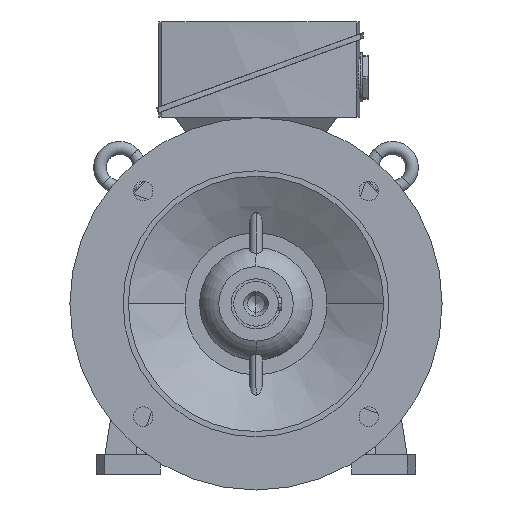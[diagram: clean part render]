
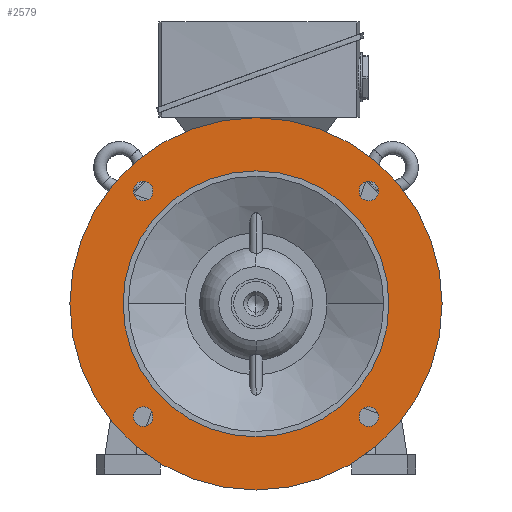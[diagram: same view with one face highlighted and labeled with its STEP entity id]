
A CAD part, left-side view. The second image highlights one B-rep face of the part: STEP entity #2579.
In plain terms, the highlighted planar face has unit normal (-1, 0, 0).
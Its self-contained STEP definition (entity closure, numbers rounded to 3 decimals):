
#2579=ADVANCED_FACE('',(#5567,#5568,#5569,#5570,#5571,#5572),#5573,.T.);
#5567=FACE_BOUND('',#8950,.T.);
#5568=FACE_BOUND('',#8951,.T.);
#5569=FACE_BOUND('',#8952,.T.);
#5570=FACE_BOUND('',#8953,.T.);
#5571=FACE_OUTER_BOUND('',#8954,.T.);
#5572=FACE_BOUND('',#8955,.T.);
#5573=PLANE('',#8956);
#8950=EDGE_LOOP('',(#16607,#16608));
#8951=EDGE_LOOP('',(#16609,#16610));
#8952=EDGE_LOOP('',(#16611,#16612));
#8953=EDGE_LOOP('',(#16613,#16614));
#8954=EDGE_LOOP('',(#16615,#16616));
#8955=EDGE_LOOP('',(#16617,#16618));
#8956=AXIS2_PLACEMENT_3D('',#16619,#16620,#16621);
#16607=ORIENTED_EDGE('',*,*,#23324,.T.);
#16608=ORIENTED_EDGE('',*,*,#20589,.T.);
#16609=ORIENTED_EDGE('',*,*,#23325,.T.);
#16610=ORIENTED_EDGE('',*,*,#20594,.T.);
#16611=ORIENTED_EDGE('',*,*,#23326,.T.);
#16612=ORIENTED_EDGE('',*,*,#20599,.T.);
#16613=ORIENTED_EDGE('',*,*,#23327,.T.);
#16614=ORIENTED_EDGE('',*,*,#20604,.T.);
#16615=ORIENTED_EDGE('',*,*,#20609,.F.);
#16616=ORIENTED_EDGE('',*,*,#23328,.F.);
#16617=ORIENTED_EDGE('',*,*,#20681,.T.);
#16618=ORIENTED_EDGE('',*,*,#22223,.T.);
#16619=CARTESIAN_POINT('',(-80.0,150.0,0.0));
#16620=DIRECTION('',(-1.0,0.0,0.0));
#16621=DIRECTION('',(0.0,-1.0,0.0));
#20589=EDGE_CURVE('',#24816,#24813,#24817,.T.);
#20594=EDGE_CURVE('',#24825,#24822,#24826,.T.);
#20599=EDGE_CURVE('',#24834,#24831,#24835,.T.);
#20604=EDGE_CURVE('',#24843,#24840,#24844,.T.);
#20609=EDGE_CURVE('',#24849,#24852,#24853,.T.);
#20681=EDGE_CURVE('',#24977,#24981,#24983,.T.);
#22223=EDGE_CURVE('',#24981,#24977,#27297,.T.);
#23324=EDGE_CURVE('',#24813,#24816,#28974,.T.);
#23325=EDGE_CURVE('',#24822,#24825,#28975,.T.);
#23326=EDGE_CURVE('',#24831,#24834,#28976,.T.);
#23327=EDGE_CURVE('',#24840,#24843,#28977,.T.);
#23328=EDGE_CURVE('',#24852,#24849,#28978,.T.);
#24813=VERTEX_POINT('',#31176);
#24816=VERTEX_POINT('',#31180);
#24817=CIRCLE('',#31181,9.25);
#24822=VERTEX_POINT('',#31187);
#24825=VERTEX_POINT('',#31191);
#24826=CIRCLE('',#31192,9.25);
#24831=VERTEX_POINT('',#31198);
#24834=VERTEX_POINT('',#31202);
#24835=CIRCLE('',#31203,9.25);
#24840=VERTEX_POINT('',#31209);
#24843=VERTEX_POINT('',#31213);
#24844=CIRCLE('',#31214,9.25);
#24849=VERTEX_POINT('',#31220);
#24852=VERTEX_POINT('',#31224);
#24853=CIRCLE('',#31225,175.0);
#24977=VERTEX_POINT('',#31942);
#24981=VERTEX_POINT('',#31947);
#24983=CIRCLE('',#31950,125.0);
#27297=CIRCLE('',#36985,125.0);
#28974=CIRCLE('',#44624,9.25);
#28975=CIRCLE('',#44625,9.25);
#28976=CIRCLE('',#44626,9.25);
#28977=CIRCLE('',#44627,9.25);
#28978=CIRCLE('',#44628,175.0);
#31176=CARTESIAN_POINT('',(-80.0,-112.607,-112.607));
#31180=CARTESIAN_POINT('',(-80.0,-99.525,-99.525));
#31181=AXIS2_PLACEMENT_3D('',#48765,#48766,#48767);
#31187=CARTESIAN_POINT('',(-80.0,112.607,-112.607));
#31191=CARTESIAN_POINT('',(-80.0,99.525,-99.525));
#31192=AXIS2_PLACEMENT_3D('',#48773,#48774,#48775);
#31198=CARTESIAN_POINT('',(-80.0,112.607,112.607));
#31202=CARTESIAN_POINT('',(-80.0,99.525,99.525));
#31203=AXIS2_PLACEMENT_3D('',#48781,#48782,#48783);
#31209=CARTESIAN_POINT('',(-80.0,-112.607,112.607));
#31213=CARTESIAN_POINT('',(-80.0,-99.525,99.525));
#31214=AXIS2_PLACEMENT_3D('',#48789,#48790,#48791);
#31220=CARTESIAN_POINT('',(-80.0,175.0,0.0));
#31224=CARTESIAN_POINT('',(-80.0,-175.0,0.));
#31225=AXIS2_PLACEMENT_3D('',#48797,#48798,#48799);
#31942=CARTESIAN_POINT('',(-80.0,125.0,0.0));
#31947=CARTESIAN_POINT('',(-80.0,-125.0,0.));
#31950=AXIS2_PLACEMENT_3D('',#48890,#48891,#48892);
#36985=AXIS2_PLACEMENT_3D('',#50532,#50533,#50534);
#44624=AXIS2_PLACEMENT_3D('',#51208,#51209,#51210);
#44625=AXIS2_PLACEMENT_3D('',#51211,#51212,#51213);
#44626=AXIS2_PLACEMENT_3D('',#51214,#51215,#51216);
#44627=AXIS2_PLACEMENT_3D('',#51217,#51218,#51219);
#44628=AXIS2_PLACEMENT_3D('',#51220,#51221,#51222);
#48765=CARTESIAN_POINT('',(-80.0,-106.066,-106.066));
#48766=DIRECTION('',(1.0,0.0,0.0));
#48767=DIRECTION('',(0.0,-0.707,-0.707));
#48773=CARTESIAN_POINT('',(-80.0,106.066,-106.066));
#48774=DIRECTION('',(1.0,-0.0,0.0));
#48775=DIRECTION('',(0.0,0.707,-0.707));
#48781=CARTESIAN_POINT('',(-80.0,106.066,106.066));
#48782=DIRECTION('',(1.0,0.0,-0.0));
#48783=DIRECTION('',(0.0,0.707,0.707));
#48789=CARTESIAN_POINT('',(-80.0,-106.066,106.066));
#48790=DIRECTION('',(1.0,0.0,-0.0));
#48791=DIRECTION('',(0.0,-0.707,0.707));
#48797=CARTESIAN_POINT('',(-80.0,0.0,0.0));
#48798=DIRECTION('',(1.0,0.0,0.0));
#48799=DIRECTION('',(0.0,1.0,0.0));
#48890=CARTESIAN_POINT('',(-80.0,0.0,0.0));
#48891=DIRECTION('',(1.0,0.0,0.0));
#48892=DIRECTION('',(0.0,1.0,0.0));
#50532=CARTESIAN_POINT('',(-80.0,0.0,0.0));
#50533=DIRECTION('',(1.0,0.0,0.0));
#50534=DIRECTION('',(0.0,1.0,0.0));
#51208=CARTESIAN_POINT('',(-80.0,-106.066,-106.066));
#51209=DIRECTION('',(1.0,0.0,0.0));
#51210=DIRECTION('',(0.0,-0.707,-0.707));
#51211=CARTESIAN_POINT('',(-80.0,106.066,-106.066));
#51212=DIRECTION('',(1.0,-0.0,0.0));
#51213=DIRECTION('',(0.0,0.707,-0.707));
#51214=CARTESIAN_POINT('',(-80.0,106.066,106.066));
#51215=DIRECTION('',(1.0,0.0,-0.0));
#51216=DIRECTION('',(0.0,0.707,0.707));
#51217=CARTESIAN_POINT('',(-80.0,-106.066,106.066));
#51218=DIRECTION('',(1.0,0.0,-0.0));
#51219=DIRECTION('',(0.0,-0.707,0.707));
#51220=CARTESIAN_POINT('',(-80.0,0.0,0.0));
#51221=DIRECTION('',(1.0,0.0,0.0));
#51222=DIRECTION('',(0.0,1.0,0.0));
